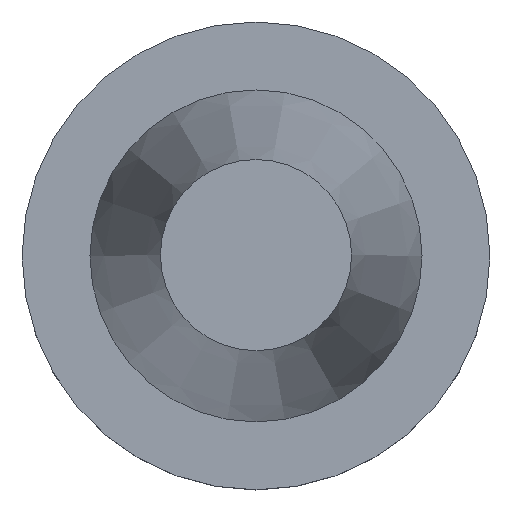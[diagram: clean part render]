
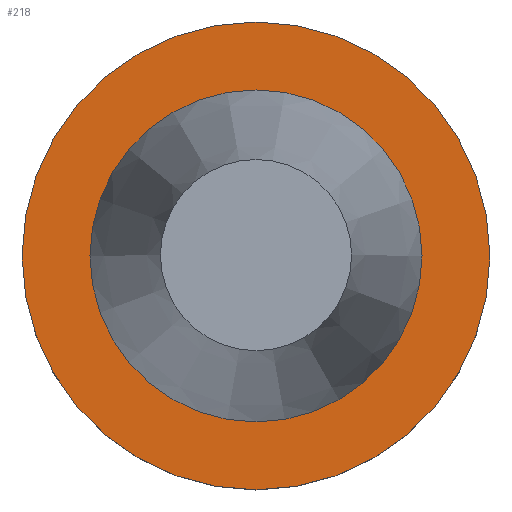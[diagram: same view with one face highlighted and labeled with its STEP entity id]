
A CAD part, top view. The second image highlights one B-rep face of the part: STEP entity #218.
In plain terms, the highlighted planar face has unit normal (0, 0, 1).
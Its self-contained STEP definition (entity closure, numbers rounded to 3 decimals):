
#4 = CIRCLE ( 'NONE', #80, 34.925 ) ;
#37 = FACE_BOUND ( 'NONE', #95, .T. ) ;
#45 = EDGE_CURVE ( 'NONE', #147, #147, #4, .T. ) ;
#48 = DIRECTION ( 'NONE',  ( 0., 0., 1. ) ) ;
#50 = EDGE_LOOP ( 'NONE', ( #350 ) ) ;
#80 = AXIS2_PLACEMENT_3D ( 'NONE', #130, #183, #310 ) ;
#95 = EDGE_LOOP ( 'NONE', ( #148 ) ) ;
#114 = CIRCLE ( 'NONE', #353, 49.215 ) ;
#115 = CARTESIAN_POINT ( 'NONE',  ( 0., 0., -1.5 ) ) ;
#122 = CARTESIAN_POINT ( 'NONE',  ( 49.215, 0., -1.5 ) ) ;
#130 = CARTESIAN_POINT ( 'NONE',  ( 0., 0., -1.5 ) ) ;
#147 = VERTEX_POINT ( 'NONE', #388 ) ;
#148 = ORIENTED_EDGE ( 'NONE', *, *, #45, .F. ) ;
#159 = PLANE ( 'NONE',  #216 ) ;
#183 = DIRECTION ( 'NONE',  ( 0., 0., 1. ) ) ;
#197 = DIRECTION ( 'NONE',  ( -1., 0., 0. ) ) ;
#200 = DIRECTION ( 'NONE',  ( 1., 0., 0. ) ) ;
#216 = AXIS2_PLACEMENT_3D ( 'NONE', #259, #385, #197 ) ;
#218 = ADVANCED_FACE ( 'NONE', ( #37, #311 ), #159, .F. ) ;
#259 = CARTESIAN_POINT ( 'NONE',  ( 0., 49.215, -1.5 ) ) ;
#269 = VERTEX_POINT ( 'NONE', #122 ) ;
#310 = DIRECTION ( 'NONE',  ( 1., 0., 0. ) ) ;
#311 = FACE_OUTER_BOUND ( 'NONE', #50, .T. ) ;
#318 = EDGE_CURVE ( 'NONE', #269, #269, #114, .T. ) ;
#350 = ORIENTED_EDGE ( 'NONE', *, *, #318, .T. ) ;
#353 = AXIS2_PLACEMENT_3D ( 'NONE', #115, #48, #200 ) ;
#385 = DIRECTION ( 'NONE',  ( 0., 0., -1. ) ) ;
#388 = CARTESIAN_POINT ( 'NONE',  ( 34.925, 0., -1.5 ) ) ;
